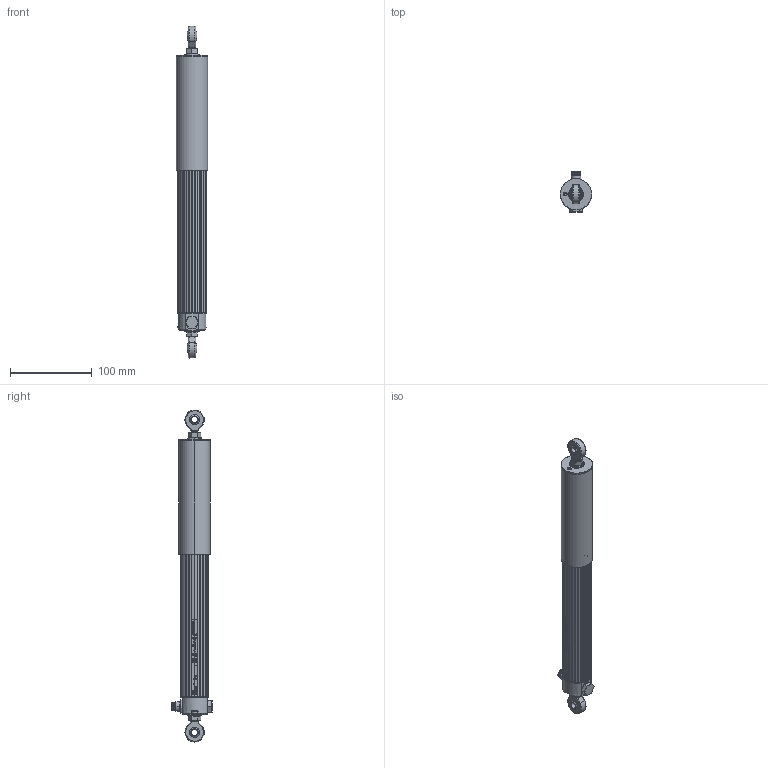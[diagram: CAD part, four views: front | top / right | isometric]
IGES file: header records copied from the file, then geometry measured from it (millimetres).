
Start section: SolidWorks IGES file using analytic representation for surfaces
Global section: file name: LWX-0100-004-101_extended.IGS; native system: SolidWorks 2013; preprocessor: SolidWorks 2013; author: thiel; date: 140708.091635; units: millimetre
Bounding box: 38.1 x 48.9 x 404.91 mm (x, y, z)
Surface area: 70580.5 mm2 (no closed solid volume)
Topology: 0 solids, 0 shells, 477 faces, 10073 edges, 10073 vertices
Faces by surface type: revolution 239, bspline 238
